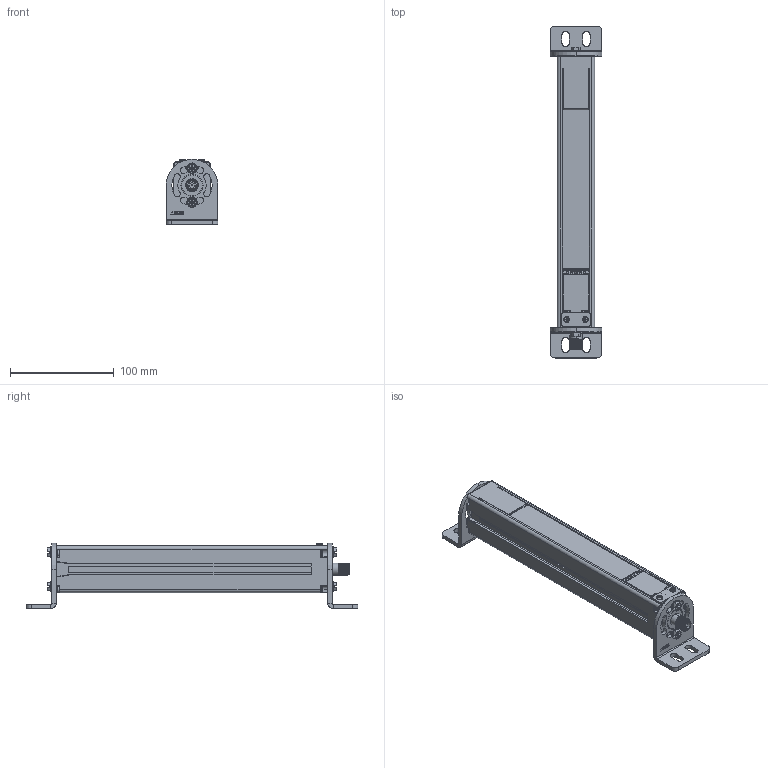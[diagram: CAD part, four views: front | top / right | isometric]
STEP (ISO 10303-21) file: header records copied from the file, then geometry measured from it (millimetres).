
FILE_DESCRIPTION((''),'2;1');
FILE_NAME('139501_SM01_ASM','2023-04-07T11:29:32',('banengservice'),('BANNER ENGINEERING'),'CREO PARAMETRIC BY PTC INC, 2022414','CREO PARAMETRIC BY PTC INC, 2022414','');
FILE_SCHEMA(('CONFIG_CONTROL_DESIGN'));
Products named in the file (4): 139501_EP01; 111087; 58892; 139501_SM01_ASM
Assembly tree (7 placements, depth 2):
  139501_SM01_ASM
    139501_EP01
    111087  x2
    58892  x4
Bounding box: 50 x 320 x 63 mm (x, y, z)
Volume: 405350.3 mm3; surface area: 81764.3 mm2
Topology: 7 solids, 8 shells, 2288 faces, 6275 edges, 4074 vertices
Faces by surface type: plane 1330, cylinder 651, bspline 214, torus 54, sphere 38, cone 1
Entity records: 79945 total; most frequent: CARTESIAN_POINT 33670, ORIENTED_EDGE 10206, DIRECTION 8752, EDGE_CURVE 5103, VERTEX_POINT 3316, VECTOR 3186, LINE 3186, AXIS2_PLACEMENT_3D 2783
